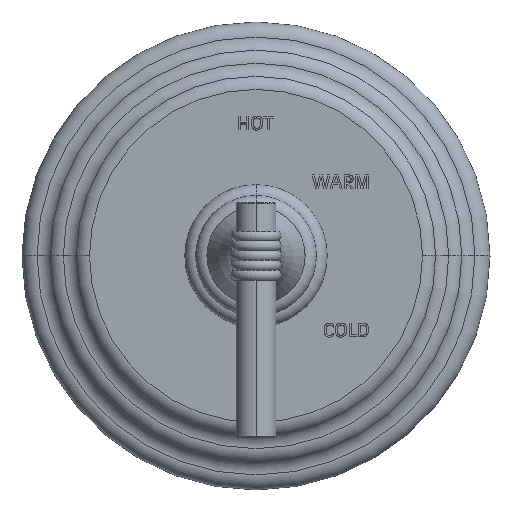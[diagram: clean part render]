
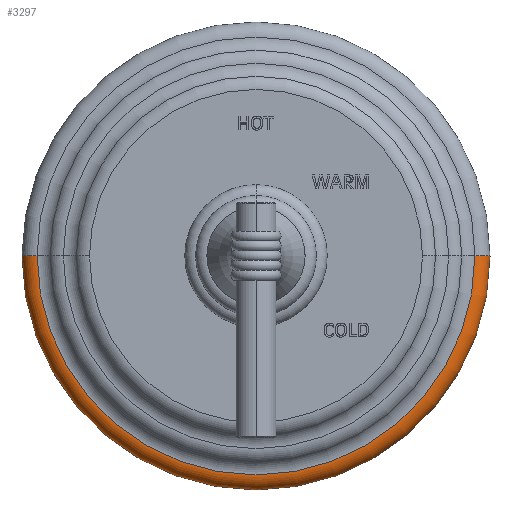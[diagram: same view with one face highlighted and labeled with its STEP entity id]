
A CAD part, top view. The second image highlights one B-rep face of the part: STEP entity #3297.
In plain terms, the highlighted toroidal (fillet/blend) face has major radius 92.075 mm and minor radius 6.35 mm.
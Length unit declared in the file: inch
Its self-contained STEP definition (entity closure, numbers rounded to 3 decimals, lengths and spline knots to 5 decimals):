
#2=CARTESIAN_POINT('',(0.,0.,0.));
#3=DIRECTION('',(0.,-1.,0.));
#4=DIRECTION('',(-1.,0.,0.));
#5=AXIS2_PLACEMENT_3D('',#2,#3,#4);
#7=CARTESIAN_POINT('',(-3.625,0.,0.));
#8=DIRECTION('',(0.,0.,-1.));
#9=DIRECTION('',(-1.,0.,0.));
#10=AXIS2_PLACEMENT_3D('',#7,#8,#9);
#12=CARTESIAN_POINT('',(3.625,0.,0.));
#13=DIRECTION('',(0.,0.,1.));
#14=DIRECTION('',(1.,0.,0.));
#15=AXIS2_PLACEMENT_3D('',#12,#13,#14);
#37=CARTESIAN_POINT('',(0.,0.25,0.));
#38=DIRECTION('',(0.,-1.,0.));
#39=DIRECTION('',(-1.,0.,0.));
#40=AXIS2_PLACEMENT_3D('',#37,#38,#39);
#2662=CARTESIAN_POINT('',(-3.875,0.,0.));
#2663=CARTESIAN_POINT('',(-3.625,0.25,0.));
#2664=VERTEX_POINT('',#2662);
#2665=VERTEX_POINT('',#2663);
#2674=CARTESIAN_POINT('',(3.875,0.,0.));
#2675=CARTESIAN_POINT('',(3.625,0.25,0.));
#2676=VERTEX_POINT('',#2674);
#2677=VERTEX_POINT('',#2675);
#3282=CARTESIAN_POINT('',(0.,0.,0.));
#3283=DIRECTION('',(0.,-1.,0.));
#3284=DIRECTION('',(1.,0.,0.));
#3285=AXIS2_PLACEMENT_3D('',#3282,#3283,#3284);
#3286=TOROIDAL_SURFACE('',#3285,3.625,0.25);
#3288=ORIENTED_EDGE('',*,*,#3287,.F.);
#3290=ORIENTED_EDGE('',*,*,#3289,.T.);
#3292=ORIENTED_EDGE('',*,*,#3291,.T.);
#3294=ORIENTED_EDGE('',*,*,#3293,.F.);
#3295=EDGE_LOOP('',(#3288,#3290,#3292,#3294));
#3296=FACE_OUTER_BOUND('',#3295,.F.);
#3297=ADVANCED_FACE('',(#3296),#3286,.T.);
#6=CIRCLE('',#5,3.875);
#11=CIRCLE('',#10,0.25);
#16=CIRCLE('',#15,0.25);
#41=CIRCLE('',#40,3.625);
#3287=EDGE_CURVE('',#2664,#2665,#11,.T.);
#3289=EDGE_CURVE('',#2664,#2676,#6,.T.);
#3291=EDGE_CURVE('',#2676,#2677,#16,.T.);
#3293=EDGE_CURVE('',#2665,#2677,#41,.T.);
